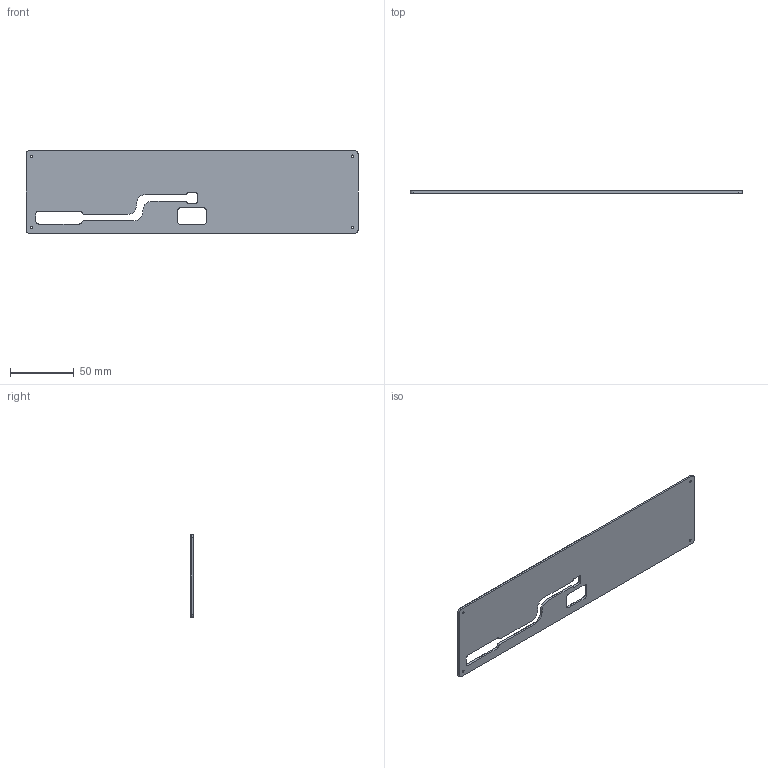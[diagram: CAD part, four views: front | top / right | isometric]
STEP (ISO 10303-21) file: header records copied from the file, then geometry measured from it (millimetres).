
FILE_DESCRIPTION(/* description */ (''),/* implementation_level */ '2;1');
FILE_NAME(/* name */ 'Internal Weight Final.step',/* time_stamp */ '2023-03-18T17:31:37-04:00',/* author */ (''),/* organization */ (''),/* preprocessor_version */ 'ST-DEVELOPER v19.2',/* originating_system */ 'Autodesk Translation Framework v11.17.0.187',/* authorisation */ '');
FILE_SCHEMA (('AUTOMOTIVE_DESIGN { 1 0 10303 214 3 1 1 }'));
Length unit declared in the file: millimetre
Products named in the file (1): (Unsaved)
Bounding box: 260.3 x 2 x 64.79 mm (x, y, z)
Volume: 31266.3 mm3; surface area: 33250.7 mm2
Topology: 1 solids, 1 shells, 324 faces, 879 edges, 570 vertices
Faces by surface type: bspline 164, plane 116, cone 22, cylinder 22
Full cylindrical faces by diameter (mm): 1.623 x3, 1.875 x1
Entity records: 11117 total; most frequent: CARTESIAN_POINT 3870, ORIENTED_EDGE 1758, DIRECTION 1021, EDGE_CURVE 879, VERTEX_POINT 570, LINE 491, VECTOR 491, EDGE_LOOP 349
